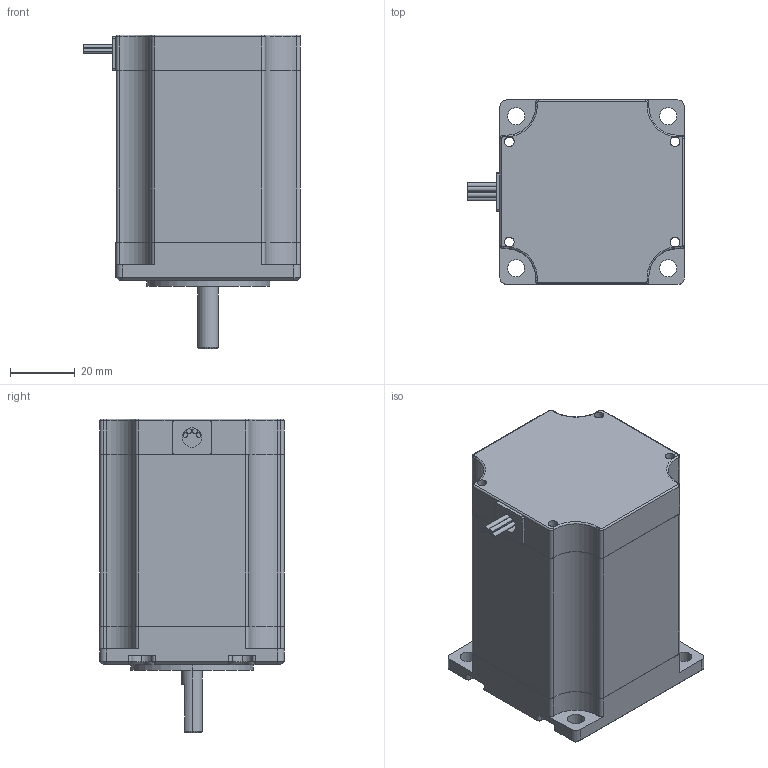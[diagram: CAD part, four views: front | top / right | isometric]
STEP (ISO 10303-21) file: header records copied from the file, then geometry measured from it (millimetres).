
FILE_DESCRIPTION (( 'STEP AP203' ), '1' );
FILE_NAME ('body_nema23_23HS30-2804S.STEP', '2022-04-20T13:28:01', ( '' ), ( '' ), 'SwSTEP 2.0', 'SolidWorks 2019', '' );
FILE_SCHEMA (( 'CONFIG_CONTROL_DESIGN' ));
Length unit declared in the file: millimetre
Products named in the file (1): body_nema23_23HS30-2804S
Bounding box: 67 x 57 x 97 mm (x, y, z)
Volume: 215979.8 mm3; surface area: 26522 mm2
Topology: 1 solids, 1 shells, 212 faces, 540 edges, 332 vertices
Faces by surface type: cylinder 108, plane 63, cone 23, torus 18
Entity records: 6490 total; most frequent: DIRECTION 1223, CARTESIAN_POINT 1083, ORIENTED_EDGE 1064, EDGE_CURVE 532, AXIS2_PLACEMENT_3D 480, VERTEX_POINT 332, CIRCLE 267, VECTOR 263
